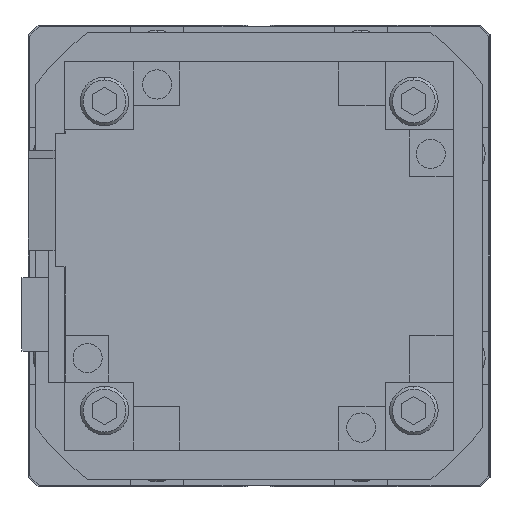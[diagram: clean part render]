
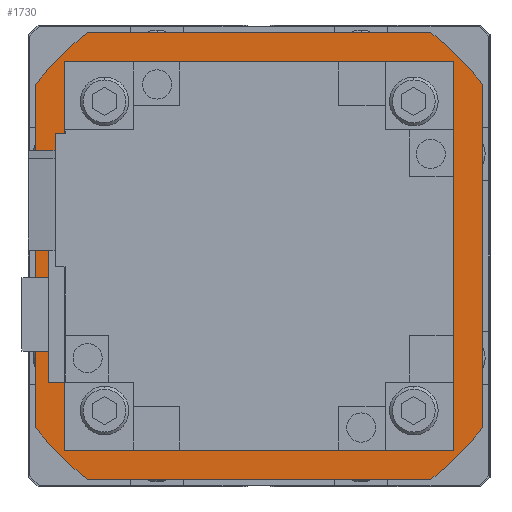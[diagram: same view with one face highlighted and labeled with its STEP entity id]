
A CAD part, left-side view. The second image highlights one B-rep face of the part: STEP entity #1730.
In plain terms, the highlighted face is planar.
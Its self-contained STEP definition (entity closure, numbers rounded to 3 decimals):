
#273 = EDGE_CURVE ( 'NONE', #6800, #23174, #31899, .T. ) ;
#577 = CARTESIAN_POINT ( 'NONE',  ( 116.5, 0., 0. ) ) ;
#1392 = CARTESIAN_POINT ( 'NONE',  ( 116.5, 35.327, 46. ) ) ;
#1730 = ADVANCED_FACE ( 'NONE', ( #6018 ), #14200, .T. ) ;
#1896 = ORIENTED_EDGE ( 'NONE', *, *, #18871, .T. ) ;
#2212 = DIRECTION ( 'NONE',  ( 0., 0., -1. ) ) ;
#3289 = AXIS2_PLACEMENT_3D ( 'NONE', #577, #8736, #29558 ) ;
#4618 = ORIENTED_EDGE ( 'NONE', *, *, #10944, .T. ) ;
#4767 = CARTESIAN_POINT ( 'NONE',  ( 116.5, 0., 0. ) ) ;
#5635 = LINE ( 'NONE', #21667, #14007 ) ;
#6018 = FACE_OUTER_BOUND ( 'NONE', #13094, .T. ) ;
#6178 = ORIENTED_EDGE ( 'NONE', *, *, #273, .T. ) ;
#6438 = VECTOR ( 'NONE', #15248, 1000. ) ;
#6706 = AXIS2_PLACEMENT_3D ( 'NONE', #25607, #11514, #24657 ) ;
#6800 = VERTEX_POINT ( 'NONE', #23901 ) ;
#6903 = LINE ( 'NONE', #17976, #6438 ) ;
#7535 = CARTESIAN_POINT ( 'NONE',  ( 116.5, 35.327, 46. ) ) ;
#8736 = DIRECTION ( 'NONE',  ( 1., 0., 0. ) ) ;
#9884 = ORIENTED_EDGE ( 'NONE', *, *, #18321, .T. ) ;
#10098 = ORIENTED_EDGE ( 'NONE', *, *, #12134, .T. ) ;
#10395 = CARTESIAN_POINT ( 'NONE',  ( 116.5, -35.327, -46. ) ) ;
#10944 = EDGE_CURVE ( 'NONE', #17405, #23766, #5635, .T. ) ;
#11401 = AXIS2_PLACEMENT_3D ( 'NONE', #4767, #15176, #2212 ) ;
#11514 = DIRECTION ( 'NONE',  ( 1., 0., 0. ) ) ;
#12110 = VERTEX_POINT ( 'NONE', #32522 ) ;
#12134 = EDGE_CURVE ( 'NONE', #30063, #12110, #30140, .T. ) ;
#12165 = CARTESIAN_POINT ( 'NONE',  ( 116.5, 0., 0. ) ) ;
#13094 = EDGE_LOOP ( 'NONE', ( #9884, #1896, #6178, #21726, #10098, #25660, #26081, #4618 ) ) ;
#14007 = VECTOR ( 'NONE', #26783, 1000. ) ;
#14200 = PLANE ( 'NONE',  #3289 ) ;
#15176 = DIRECTION ( 'NONE',  ( 1., 0., 0. ) ) ;
#15248 = DIRECTION ( 'NONE',  ( 0., 0., -1. ) ) ;
#15524 = LINE ( 'NONE', #10395, #32974 ) ;
#16507 = CARTESIAN_POINT ( 'NONE',  ( 116.5, -46., 35.327 ) ) ;
#17364 = CARTESIAN_POINT ( 'NONE',  ( 116.5, 46., -35.327 ) ) ;
#17405 = VERTEX_POINT ( 'NONE', #17364 ) ;
#17760 = EDGE_CURVE ( 'NONE', #23174, #30063, #6903, .T. ) ;
#17921 = CARTESIAN_POINT ( 'NONE',  ( 116.5, 46., 35.327 ) ) ;
#17976 = CARTESIAN_POINT ( 'NONE',  ( 116.5, -46., 35.327 ) ) ;
#18321 = EDGE_CURVE ( 'NONE', #23766, #19830, #22809, .T. ) ;
#18409 = CARTESIAN_POINT ( 'NONE',  ( 116.5, -46., -35.327 ) ) ;
#18871 = EDGE_CURVE ( 'NONE', #19830, #6800, #24759, .T. ) ;
#18906 = EDGE_CURVE ( 'NONE', #30920, #17405, #32121, .T. ) ;
#19305 = DIRECTION ( 'NONE',  ( 0., -1., 0. ) ) ;
#19830 = VERTEX_POINT ( 'NONE', #7535 ) ;
#20972 = DIRECTION ( 'NONE',  ( 0., 1., 0. ) ) ;
#20992 = DIRECTION ( 'NONE',  ( 1., 0., 0. ) ) ;
#21667 = CARTESIAN_POINT ( 'NONE',  ( 116.5, 46., -35.327 ) ) ;
#21726 = ORIENTED_EDGE ( 'NONE', *, *, #17760, .T. ) ;
#21744 = VECTOR ( 'NONE', #19305, 1000. ) ;
#22251 = DIRECTION ( 'NONE',  ( 0., 0., -1. ) ) ;
#22576 = DIRECTION ( 'NONE',  ( 1., 0., 0. ) ) ;
#22809 = CIRCLE ( 'NONE', #30971, 58. ) ;
#23174 = VERTEX_POINT ( 'NONE', #16507 ) ;
#23766 = VERTEX_POINT ( 'NONE', #17921 ) ;
#23901 = CARTESIAN_POINT ( 'NONE',  ( 116.5, -35.327, 46. ) ) ;
#24262 = AXIS2_PLACEMENT_3D ( 'NONE', #12165, #22576, #22251 ) ;
#24657 = DIRECTION ( 'NONE',  ( 0., 0., -1. ) ) ;
#24759 = LINE ( 'NONE', #1392, #21744 ) ;
#25607 = CARTESIAN_POINT ( 'NONE',  ( 116.5, 0., 0. ) ) ;
#25660 = ORIENTED_EDGE ( 'NONE', *, *, #30676, .T. ) ;
#26081 = ORIENTED_EDGE ( 'NONE', *, *, #18906, .T. ) ;
#26783 = DIRECTION ( 'NONE',  ( 0., 0., 1. ) ) ;
#29558 = DIRECTION ( 'NONE',  ( 0., 1., 0. ) ) ;
#30027 = CARTESIAN_POINT ( 'NONE',  ( 116.5, 35.327, -46. ) ) ;
#30063 = VERTEX_POINT ( 'NONE', #18409 ) ;
#30140 = CIRCLE ( 'NONE', #6706, 58. ) ;
#30676 = EDGE_CURVE ( 'NONE', #12110, #30920, #15524, .T. ) ;
#30920 = VERTEX_POINT ( 'NONE', #30027 ) ;
#30971 = AXIS2_PLACEMENT_3D ( 'NONE', #31077, #20992, #33647 ) ;
#31077 = CARTESIAN_POINT ( 'NONE',  ( 116.5, 0., 0. ) ) ;
#31899 = CIRCLE ( 'NONE', #24262, 58. ) ;
#32121 = CIRCLE ( 'NONE', #11401, 58. ) ;
#32522 = CARTESIAN_POINT ( 'NONE',  ( 116.5, -35.327, -46. ) ) ;
#32974 = VECTOR ( 'NONE', #20972, 1000. ) ;
#33647 = DIRECTION ( 'NONE',  ( 0., 0., -1. ) ) ;
